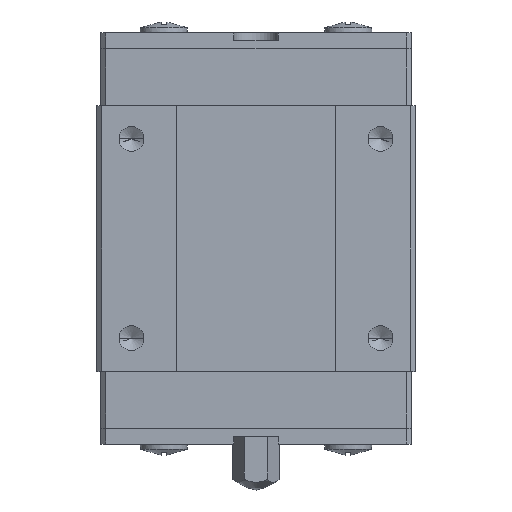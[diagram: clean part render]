
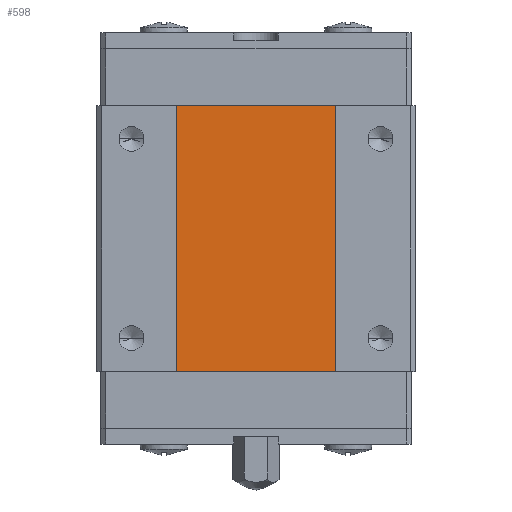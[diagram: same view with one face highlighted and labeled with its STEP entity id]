
A CAD part, top view. The second image highlights one B-rep face of the part: STEP entity #598.
In plain terms, the highlighted planar face has unit normal (0, 0, 1).
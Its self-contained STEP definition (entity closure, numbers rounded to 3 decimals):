
#598=ADVANCED_FACE('',(#1264),#1265,.T.);
#1264=FACE_OUTER_BOUND('',#2021,.T.);
#1265=PLANE('',#2022);
#2021=EDGE_LOOP('',(#3813,#3814,#3815,#3816));
#2022=AXIS2_PLACEMENT_3D('',#3817,#3818,#3819);
#3813=ORIENTED_EDGE('',*,*,#5097,.F.);
#3814=ORIENTED_EDGE('',*,*,#5098,.F.);
#3815=ORIENTED_EDGE('',*,*,#5099,.F.);
#3816=ORIENTED_EDGE('',*,*,#5100,.F.);
#3817=CARTESIAN_POINT('',(0.0,20.651,15.75));
#3818=DIRECTION('',(0.0,0.0,1.0));
#3819=DIRECTION('',(1.0,0.0,0.0));
#5097=EDGE_CURVE('',#6311,#6312,#6313,.T.);
#5098=EDGE_CURVE('',#6314,#6311,#6315,.T.);
#5099=EDGE_CURVE('',#6316,#6314,#6317,.T.);
#5100=EDGE_CURVE('',#6312,#6316,#6318,.T.);
#6311=VERTEX_POINT('',#8483);
#6312=VERTEX_POINT('',#8484);
#6313=LINE('',#8485,#8486);
#6314=VERTEX_POINT('',#8487);
#6315=LINE('',#8488,#8489);
#6316=VERTEX_POINT('',#8490);
#6317=LINE('',#8491,#8492);
#6318=LINE('',#8493,#8494);
#8483=CARTESIAN_POINT('',(8.0,34.001,15.75));
#8484=CARTESIAN_POINT('',(8.0,7.301,15.75));
#8485=CARTESIAN_POINT('',(8.0,20.651,15.75));
#8486=VECTOR('',#9443,1.0);
#8487=CARTESIAN_POINT('',(-8.0,34.001,15.75));
#8488=CARTESIAN_POINT('',(0.,34.001,15.75));
#8489=VECTOR('',#9444,1.0);
#8490=CARTESIAN_POINT('',(-8.0,7.301,15.75));
#8491=CARTESIAN_POINT('',(-8.0,20.651,15.75));
#8492=VECTOR('',#9445,1.0);
#8493=CARTESIAN_POINT('',(0.0,7.301,15.75));
#8494=VECTOR('',#9446,1.0);
#9443=DIRECTION('',(0.0,-1.0,0.0));
#9444=DIRECTION('',(1.0,0.0,-0.0));
#9445=DIRECTION('',(0.0,1.0,0.0));
#9446=DIRECTION('',(-1.0,0.0,0.0));
